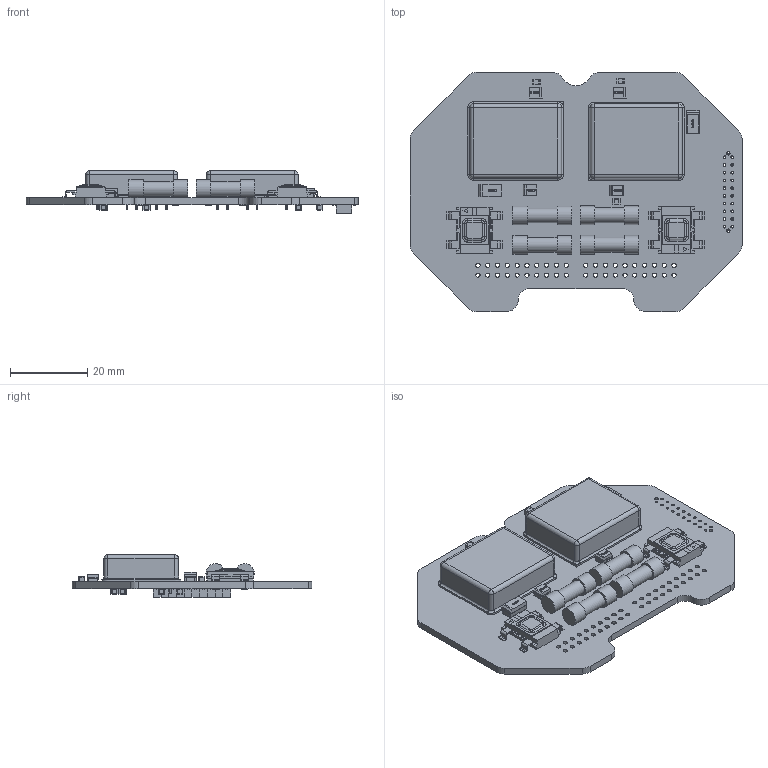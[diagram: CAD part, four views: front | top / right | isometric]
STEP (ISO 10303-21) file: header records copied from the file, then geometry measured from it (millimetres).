
FILE_DESCRIPTION(('Open CASCADE Model'),'2;1');
FILE_NAME('Open CASCADE Shape Model','2022-03-03T18:26:41',('Author'),( 'Open CASCADE'),'Open CASCADE STEP processor 6.8','Open CASCADE 6.8' ,'Unknown');
FILE_SCHEMA(('AUTOMOTIVE_DESIGN { 1 0 10303 214 1 1 1 1 }'));
Length unit declared in the file: millimetre
Products named in the file (44): PCB; Board; Open CASCADE STEP translator 6.8 1.1.1; C16; SMD_C0805; C12; C8; C4; C15; SMD_CaseC_6032-28; C7; C13; SMD_CaseB_3528-21; C5; FU3; 6277483568; Cylinder; 6277483408; 6277483248; FU2; 6277484368; 6277484128; 6277483888; FU1; U2; SLH2805; VD1; 4116.4-3; U1; VD2; FU4; C10; C2; C9; C1; C14; C6; X2; SD87340-20_RGB8421504
Assembly tree (70 placements, depth 4):
  PCB
    Board
      Open CASCADE STEP translator 6.8 1.1.1
    C16
      SMD_C0805
    C12
      SMD_C0805
    C8
      SMD_C0805
    C4
      SMD_C0805
    C15
      SMD_CaseC_6032-28
    C7
      SMD_CaseC_6032-28
    C13
      SMD_CaseB_3528-21
    C5
      SMD_CaseB_3528-21
    FU3
      6277483568  x2
        Cylinder
      6277483408
        Cylinder
      6277483248  x2
        Cylinder
    FU2
      6277484368  x2
        Cylinder
      6277484128
        Cylinder
      6277483888  x2
        Cylinder
    FU1
      6277484368  x2
        Cylinder
      6277484128
        Cylinder
      6277483888  x2
        Cylinder
    U2
      SLH2805
    VD1
      4116.4-3
    U1
      SLH2805
    VD2
      4116.4-3
    FU4
      6277483568  x2
        Cylinder
      6277483408
        Cylinder
      6277483248  x2
        Cylinder
    C10
      SMD_CaseB_3528-21
    C2
      SMD_CaseB_3528-21
    C9
Bounding box: 86 x 62 x 10.91 mm (x, y, z)
Volume: 16634.4 mm3; surface area: 16538.5 mm2
Topology: 99 solids, 99 shells, 2190 faces, 5388 edges, 3400 vertices
Faces by surface type: plane 1065, bspline 636, cylinder 409, sphere 72, torus 8
Full cylindrical faces by diameter (mm): 0.7 x20, 0.85 x2, 0.9 x14, 1.1 x40, 1.524 x8, 2 x8, 3.81 x4, 4.826 x8
Entity records: 52328 total; most frequent: CARTESIAN_POINT 22620, ORIENTED_EDGE 4966, DIRECTION 3870, EDGE_CURVE 2483, VERTEX_POINT 1598, LINE 1470, VECTOR 1470, FACE_BOUND 1247
